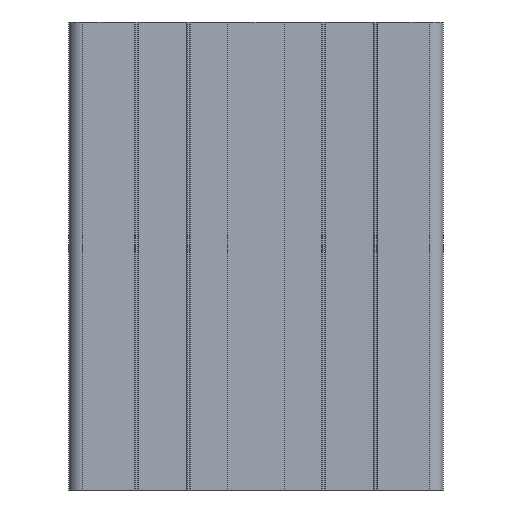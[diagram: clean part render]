
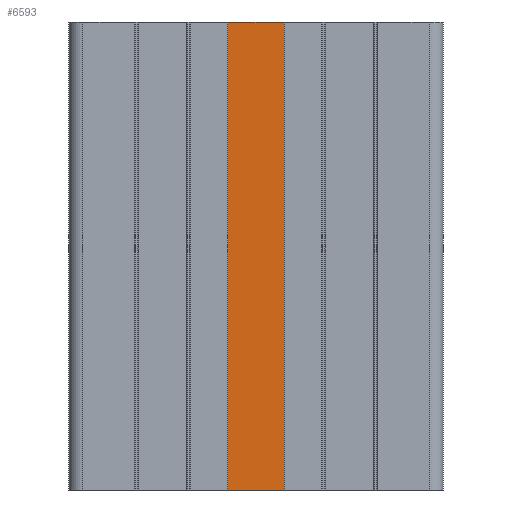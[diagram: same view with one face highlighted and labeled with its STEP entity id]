
A CAD part, left-side view. The second image highlights one B-rep face of the part: STEP entity #6593.
In plain terms, the highlighted planar face has unit normal (-1, 0, 0).
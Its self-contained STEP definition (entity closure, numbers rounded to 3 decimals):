
#509=FACE_OUTER_BOUND('',#840,.T.);
#840=EDGE_LOOP('',(#5551,#5552,#5553,#5554));
#945=LINE('',#8975,#1769);
#1643=LINE('',#10612,#2467);
#1644=LINE('',#10615,#2468);
#1645=LINE('',#10616,#2469);
#1769=VECTOR('',#7221,10.);
#2467=VECTOR('',#8669,10.);
#2468=VECTOR('',#8672,10.);
#2469=VECTOR('',#8673,10.);
#2584=VERTEX_POINT('',#8972);
#2585=VERTEX_POINT('',#8974);
#3149=VERTEX_POINT('',#10610);
#3150=VERTEX_POINT('',#10614);
#3241=EDGE_CURVE('',#2584,#2585,#945,.T.);
#4060=EDGE_CURVE('',#2584,#3149,#1643,.T.);
#4061=EDGE_CURVE('',#3149,#3150,#1644,.T.);
#4062=EDGE_CURVE('',#2585,#3150,#1645,.T.);
#5551=ORIENTED_EDGE('',*,*,#4061,.T.);
#5552=ORIENTED_EDGE('',*,*,#4062,.F.);
#5553=ORIENTED_EDGE('',*,*,#3241,.F.);
#5554=ORIENTED_EDGE('',*,*,#4060,.T.);
#6278=PLANE('',#7064);
#6593=ADVANCED_FACE('',(#509),#6278,.F.);
#7064=AXIS2_PLACEMENT_3D('',#10613,#8670,#8671);
#7221=DIRECTION('',(0.,1.,0.));
#8669=DIRECTION('',(0.,0.,1.));
#8670=DIRECTION('center_axis',(1.,0.,0.));
#8671=DIRECTION('ref_axis',(0.,1.,0.));
#8672=DIRECTION('',(0.,1.,0.));
#8673=DIRECTION('',(0.,0.,1.));
#8972=CARTESIAN_POINT('',(-39.,-6.,0.));
#8974=CARTESIAN_POINT('',(-39.,6.,0.));
#8975=CARTESIAN_POINT('',(-39.,-3.,0.));
#10610=CARTESIAN_POINT('',(-39.,-6.,100.));
#10612=CARTESIAN_POINT('',(-39.,-6.,0.));
#10613=CARTESIAN_POINT('Origin',(-39.,-6.,0.));
#10614=CARTESIAN_POINT('',(-39.,6.,100.));
#10615=CARTESIAN_POINT('',(-39.,-3.,100.));
#10616=CARTESIAN_POINT('',(-39.,6.,0.));
